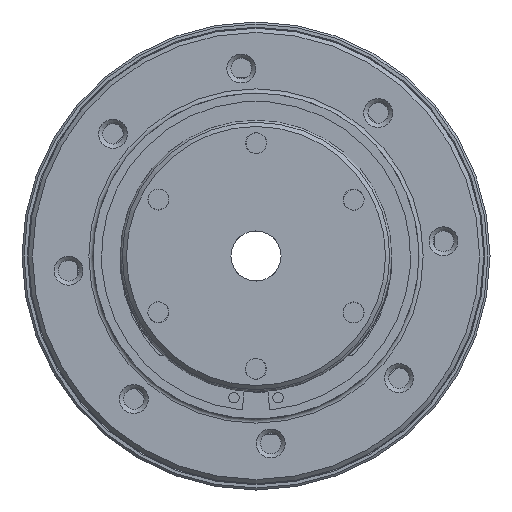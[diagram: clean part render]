
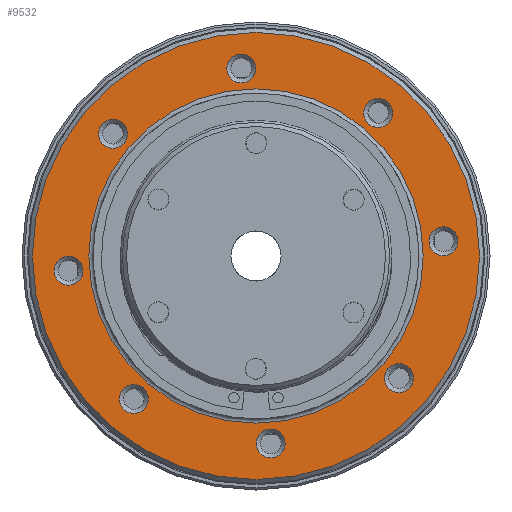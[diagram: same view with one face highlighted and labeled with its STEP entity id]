
A CAD part, left-side view. The second image highlights one B-rep face of the part: STEP entity #9532.
In plain terms, the highlighted planar face has unit normal (-1, 0, 0).
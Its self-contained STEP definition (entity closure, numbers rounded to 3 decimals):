
#2466=ORIENTED_EDGE('',*,*,#4861,.T.);
#2467=ORIENTED_EDGE('',*,*,#4862,.T.);
#2468=ORIENTED_EDGE('',*,*,#4863,.T.);
#2469=ORIENTED_EDGE('',*,*,#4864,.T.);
#2470=ORIENTED_EDGE('',*,*,#4865,.T.);
#2471=ORIENTED_EDGE('',*,*,#4866,.T.);
#2472=ORIENTED_EDGE('',*,*,#4867,.T.);
#2473=ORIENTED_EDGE('',*,*,#4868,.T.);
#2474=ORIENTED_EDGE('',*,*,#4869,.T.);
#2475=ORIENTED_EDGE('',*,*,#4870,.T.);
#4861=EDGE_CURVE('',#6137,#6137,#7069,.F.);
#4862=EDGE_CURVE('',#6138,#6138,#7070,.T.);
#4863=EDGE_CURVE('',#6139,#6139,#7071,.T.);
#4864=EDGE_CURVE('',#6140,#6140,#7072,.T.);
#4865=EDGE_CURVE('',#6141,#6141,#7073,.T.);
#4866=EDGE_CURVE('',#6142,#6142,#7074,.T.);
#4867=EDGE_CURVE('',#6143,#6143,#7075,.T.);
#4868=EDGE_CURVE('',#6144,#6144,#7076,.T.);
#4869=EDGE_CURVE('',#6145,#6145,#7077,.T.);
#4870=EDGE_CURVE('',#6146,#6146,#7078,.T.);
#6137=VERTEX_POINT('',#14744);
#6138=VERTEX_POINT('',#14746);
#6139=VERTEX_POINT('',#14748);
#6140=VERTEX_POINT('',#14750);
#6141=VERTEX_POINT('',#14752);
#6142=VERTEX_POINT('',#14754);
#6143=VERTEX_POINT('',#14756);
#6144=VERTEX_POINT('',#14758);
#6145=VERTEX_POINT('',#14760);
#6146=VERTEX_POINT('',#14762);
#7069=CIRCLE('',#10893,53.5);
#7070=CIRCLE('',#10894,40.);
#7071=CIRCLE('',#10895,3.459);
#7072=CIRCLE('',#10896,3.459);
#7073=CIRCLE('',#10897,3.459);
#7074=CIRCLE('',#10898,3.459);
#7075=CIRCLE('',#10899,3.459);
#7076=CIRCLE('',#10900,3.459);
#7077=CIRCLE('',#10901,3.459);
#7078=CIRCLE('',#10902,3.459);
#7489=EDGE_LOOP('',(#2466));
#7490=EDGE_LOOP('',(#2467));
#7491=EDGE_LOOP('',(#2468));
#7492=EDGE_LOOP('',(#2469));
#7493=EDGE_LOOP('',(#2470));
#7494=EDGE_LOOP('',(#2471));
#7495=EDGE_LOOP('',(#2472));
#7496=EDGE_LOOP('',(#2473));
#7497=EDGE_LOOP('',(#2474));
#7498=EDGE_LOOP('',(#2475));
#8390=FACE_BOUND('',#7489,.T.);
#8391=FACE_BOUND('',#7490,.T.);
#8392=FACE_BOUND('',#7491,.T.);
#8393=FACE_BOUND('',#7492,.T.);
#8394=FACE_BOUND('',#7493,.T.);
#8395=FACE_BOUND('',#7494,.T.);
#8396=FACE_BOUND('',#7495,.T.);
#8397=FACE_BOUND('',#7496,.T.);
#8398=FACE_BOUND('',#7497,.T.);
#8399=FACE_BOUND('',#7498,.T.);
#9049=PLANE('',#10892);
#9532=ADVANCED_FACE('',(#8390,#8391,#8392,#8393,#8394,#8395,#8396,#8397,
#8398,#8399),#9049,.F.);
#10892=AXIS2_PLACEMENT_3D('',#14742,#12326,#12327);
#10893=AXIS2_PLACEMENT_3D('',#14743,#12328,#12329);
#10894=AXIS2_PLACEMENT_3D('',#14745,#12330,#12331);
#10895=AXIS2_PLACEMENT_3D('',#14747,#12332,#12333);
#10896=AXIS2_PLACEMENT_3D('',#14749,#12334,#12335);
#10897=AXIS2_PLACEMENT_3D('',#14751,#12336,#12337);
#10898=AXIS2_PLACEMENT_3D('',#14753,#12338,#12339);
#10899=AXIS2_PLACEMENT_3D('',#14755,#12340,#12341);
#10900=AXIS2_PLACEMENT_3D('',#14757,#12342,#12343);
#10901=AXIS2_PLACEMENT_3D('',#14759,#12344,#12345);
#10902=AXIS2_PLACEMENT_3D('',#14761,#12346,#12347);
#12326=DIRECTION('',(1.,0.,0.));
#12327=DIRECTION('',(0.,0.,-1.));
#12328=DIRECTION('',(1.,0.,0.));
#12329=DIRECTION('',(0.,0.,-1.));
#12330=DIRECTION('',(1.,0.,0.));
#12331=DIRECTION('',(0.,0.,-1.));
#12332=DIRECTION('',(1.,0.,0.));
#12333=DIRECTION('',(0.,0.,-1.));
#12334=DIRECTION('',(1.,0.,0.));
#12335=DIRECTION('',(0.,0.,-1.));
#12336=DIRECTION('',(1.,0.,0.));
#12337=DIRECTION('',(0.,0.,-1.));
#12338=DIRECTION('',(1.,0.,0.));
#12339=DIRECTION('',(0.,0.,-1.));
#12340=DIRECTION('',(1.,0.,0.));
#12341=DIRECTION('',(0.,0.,-1.));
#12342=DIRECTION('',(1.,0.,0.));
#12343=DIRECTION('',(0.,0.,-1.));
#12344=DIRECTION('',(1.,0.,0.));
#12345=DIRECTION('',(0.,0.,-1.));
#12346=DIRECTION('',(1.,0.,0.));
#12347=DIRECTION('',(0.,0.,-1.));
#14742=CARTESIAN_POINT('',(4.077,0.,54.5));
#14743=CARTESIAN_POINT('',(4.077,0.,0.));
#14744=CARTESIAN_POINT('',(4.077,0.,-53.5));
#14745=CARTESIAN_POINT('',(4.077,0.,0.));
#14746=CARTESIAN_POINT('',(4.077,0.,-40.));
#14747=CARTESIAN_POINT('',(4.077,-29.225,34.218));
#14748=CARTESIAN_POINT('',(4.077,-29.225,30.76));
#14749=CARTESIAN_POINT('',(4.077,3.531,44.861));
#14750=CARTESIAN_POINT('',(4.077,3.531,41.403));
#14751=CARTESIAN_POINT('',(4.077,34.218,29.225));
#14752=CARTESIAN_POINT('',(4.077,34.218,25.767));
#14753=CARTESIAN_POINT('',(4.077,44.861,-3.531));
#14754=CARTESIAN_POINT('',(4.077,44.861,-6.989));
#14755=CARTESIAN_POINT('',(4.077,29.225,-34.218));
#14756=CARTESIAN_POINT('',(4.077,29.225,-37.677));
#14757=CARTESIAN_POINT('',(4.077,-3.531,-44.861));
#14758=CARTESIAN_POINT('',(4.077,-3.531,-48.32));
#14759=CARTESIAN_POINT('',(4.077,-34.218,-29.225));
#14760=CARTESIAN_POINT('',(4.077,-34.218,-32.684));
#14761=CARTESIAN_POINT('',(4.077,-44.861,3.531));
#14762=CARTESIAN_POINT('',(4.077,-44.861,0.072));
